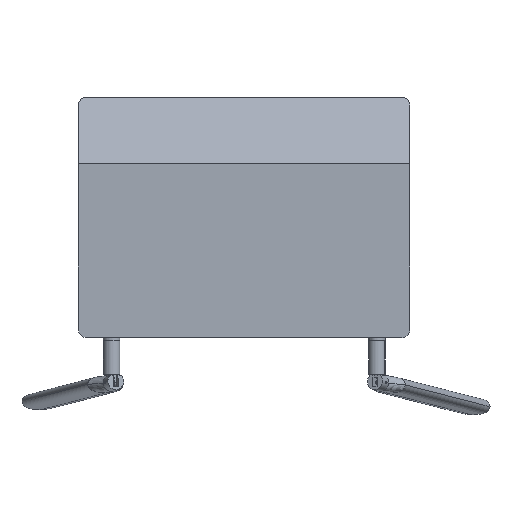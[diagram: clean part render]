
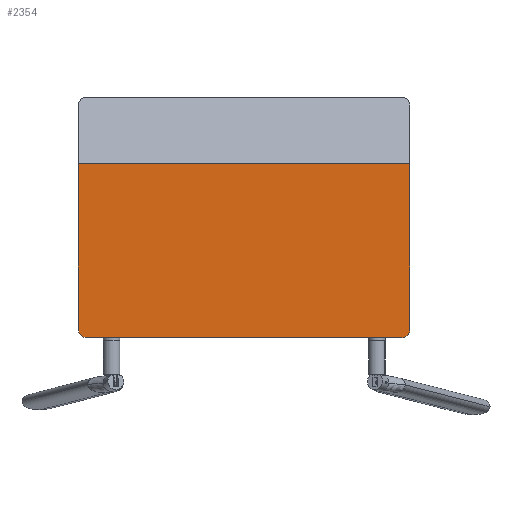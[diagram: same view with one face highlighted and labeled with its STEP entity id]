
A CAD part, front view. The second image highlights one B-rep face of the part: STEP entity #2354.
In plain terms, the highlighted planar face has unit normal (0, -1, 0).
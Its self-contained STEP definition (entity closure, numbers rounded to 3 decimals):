
#16 = VECTOR ( 'NONE', #1583, 1000. ) ;
#282 = DIRECTION ( 'NONE',  ( 0., -1., 0. ) ) ;
#358 = DIRECTION ( 'NONE',  ( -1., 0., 0. ) ) ;
#379 = EDGE_CURVE ( 'NONE', #2644, #1805, #1797, .T. ) ;
#423 = ORIENTED_EDGE ( 'NONE', *, *, #1693, .F. ) ;
#469 = AXIS2_PLACEMENT_3D ( 'NONE', #1691, #2125, #1516 ) ;
#490 = EDGE_CURVE ( 'NONE', #2469, #1094, #1239, .T. ) ;
#537 = VECTOR ( 'NONE', #993, 1000. ) ;
#748 = FACE_OUTER_BOUND ( 'NONE', #2263, .T. ) ;
#786 = EDGE_CURVE ( 'NONE', #2644, #2197, #1079, .T. ) ;
#874 = LINE ( 'NONE', #1839, #537 ) ;
#958 = CARTESIAN_POINT ( 'NONE',  ( 95., 0., -72.5 ) ) ;
#970 = VECTOR ( 'NONE', #358, 1000. ) ;
#993 = DIRECTION ( 'NONE',  ( 0., 0., 1. ) ) ;
#1071 = CARTESIAN_POINT ( 'NONE',  ( 100., 0., 72.5 ) ) ;
#1079 = CIRCLE ( 'NONE', #2012, 5. ) ;
#1094 = VERTEX_POINT ( 'NONE', #1703 ) ;
#1099 = PLANE ( 'NONE',  #469 ) ;
#1146 = ORIENTED_EDGE ( 'NONE', *, *, #786, .T. ) ;
#1181 = ORIENTED_EDGE ( 'NONE', *, *, #379, .F. ) ;
#1199 = LINE ( 'NONE', #1071, #1439 ) ;
#1200 = CIRCLE ( 'NONE', #2101, 5. ) ;
#1239 = LINE ( 'NONE', #1359, #16 ) ;
#1310 = DIRECTION ( 'NONE',  ( 0., 0., -1. ) ) ;
#1328 = CARTESIAN_POINT ( 'NONE',  ( 95., 0., -67.5 ) ) ;
#1359 = CARTESIAN_POINT ( 'NONE',  ( -100., 0., 32.5 ) ) ;
#1439 = VECTOR ( 'NONE', #2139, 1000. ) ;
#1516 = DIRECTION ( 'NONE',  ( 0., 0., -1. ) ) ;
#1583 = DIRECTION ( 'NONE',  ( -1., 0., 0. ) ) ;
#1634 = ORIENTED_EDGE ( 'NONE', *, *, #2372, .F. ) ;
#1691 = CARTESIAN_POINT ( 'NONE',  ( 0., 0., 0. ) ) ;
#1693 = EDGE_CURVE ( 'NONE', #2455, #1094, #874, .T. ) ;
#1703 = CARTESIAN_POINT ( 'NONE',  ( -100., 0., 32.5 ) ) ;
#1759 = CARTESIAN_POINT ( 'NONE',  ( -95., 0., -67.5 ) ) ;
#1797 = LINE ( 'NONE', #2645, #970 ) ;
#1805 = VERTEX_POINT ( 'NONE', #2069 ) ;
#1835 = ORIENTED_EDGE ( 'NONE', *, *, #490, .T. ) ;
#1839 = CARTESIAN_POINT ( 'NONE',  ( -100., 0., 72.5 ) ) ;
#1920 = ORIENTED_EDGE ( 'NONE', *, *, #2043, .T. ) ;
#2012 = AXIS2_PLACEMENT_3D ( 'NONE', #1328, #282, #1310 ) ;
#2043 = EDGE_CURVE ( 'NONE', #2455, #1805, #1200, .T. ) ;
#2069 = CARTESIAN_POINT ( 'NONE',  ( -95., 0., -72.5 ) ) ;
#2101 = AXIS2_PLACEMENT_3D ( 'NONE', #1759, #2144, #2592 ) ;
#2125 = DIRECTION ( 'NONE',  ( 0., -1., 0. ) ) ;
#2139 = DIRECTION ( 'NONE',  ( 0., 0., -1. ) ) ;
#2144 = DIRECTION ( 'NONE',  ( 0., -1., 0. ) ) ;
#2177 = CARTESIAN_POINT ( 'NONE',  ( 100., 0., -67.5 ) ) ;
#2197 = VERTEX_POINT ( 'NONE', #2177 ) ;
#2263 = EDGE_LOOP ( 'NONE', ( #423, #1920, #1181, #1146, #1634, #1835 ) ) ;
#2354 = ADVANCED_FACE ( 'NONE', ( #748 ), #1099, .T. ) ;
#2372 = EDGE_CURVE ( 'NONE', #2469, #2197, #1199, .T. ) ;
#2455 = VERTEX_POINT ( 'NONE', #2534 ) ;
#2469 = VERTEX_POINT ( 'NONE', #2528 ) ;
#2528 = CARTESIAN_POINT ( 'NONE',  ( 100., 0., 32.5 ) ) ;
#2534 = CARTESIAN_POINT ( 'NONE',  ( -100., 0., -67.5 ) ) ;
#2592 = DIRECTION ( 'NONE',  ( 0., 0., -1. ) ) ;
#2644 = VERTEX_POINT ( 'NONE', #958 ) ;
#2645 = CARTESIAN_POINT ( 'NONE',  ( -100., 0., -72.5 ) ) ;
